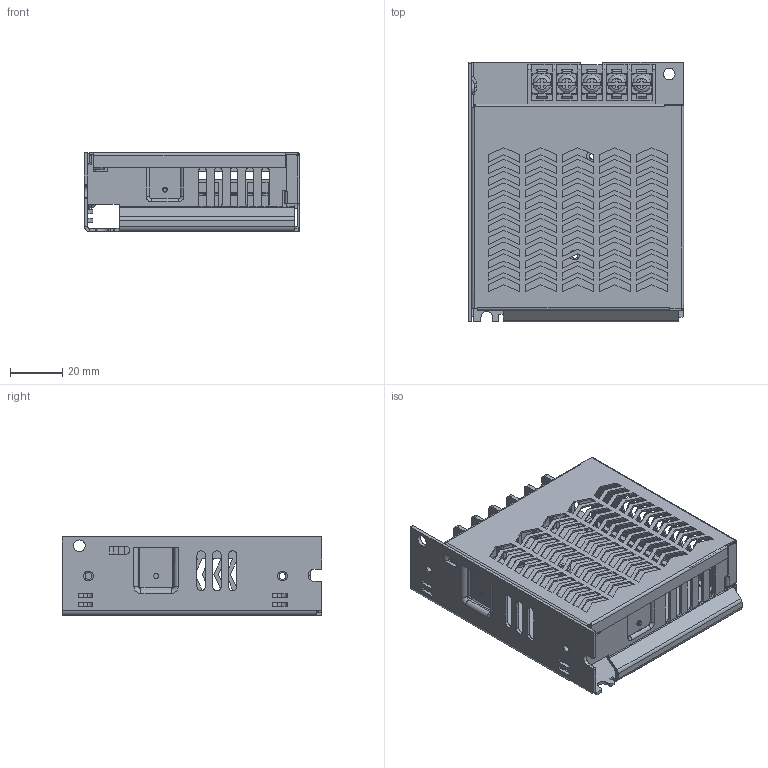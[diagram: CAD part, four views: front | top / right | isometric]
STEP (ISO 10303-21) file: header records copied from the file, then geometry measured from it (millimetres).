
FILE_DESCRIPTION(/* description */ (''),/* implementation_level */ '2;1');
FILE_NAME(/* name */ 'MTS35&050&075.stp',/* time_stamp */ '2023-07-21T15:33:55+08:00',/* author */ (''),/* organization */ (''),/* preprocessor_version */ 'ST-DEVELOPER v19.3',/* originating_system */ 'SIEMENS PLM Software NX2212.3001',/* authorisation */ '');
FILE_SCHEMA (('AP203_CONFIGURATION_CONTROLLED_3D_DESIGN_OF_MECHANICAL_PARTS_AND_ASSEMBLIES_MIM_LF { 1 0 10303 403 2 1 2}'));
Length unit declared in the file: millimetre
Products named in the file (5): A01J1DZP0000016; A04WJJSK0000095; A04WJJSK0000098; MTS050-A01; MTS35&050&075
Assembly tree (4 placements, depth 3):
  MTS35&050&075
    A04WJJSK0000098
    A04WJJSK0000095
    MTS050-A01
      A01J1DZP0000016
Bounding box: 82 x 99 x 30 mm (x, y, z)
Volume: 25142.4 mm3; surface area: 52127.1 mm2
Topology: 4 solids, 4 shells, 1458 faces, 4513 edges, 3068 vertices
Faces by surface type: plane 1123, cylinder 275, torus 33, bspline 14, cone 12, extrusion 1
Full cylindrical faces by diameter (mm): 1.8 x2, 1.9 x2, 2.5 x6, 3.5 x1, 3.7 x2, 3.8 x2, 4.5 x2, 4.8 x1, 5 x1
Entity records: 52650 total; most frequent: CARTESIAN_POINT 12603, ORIENTED_EDGE 8948, DIRECTION 7225, EDGE_CURVE 4474, VERTEX_POINT 3056, VECTOR 2827, LINE 2826, AXIS2_PLACEMENT_3D 2199
